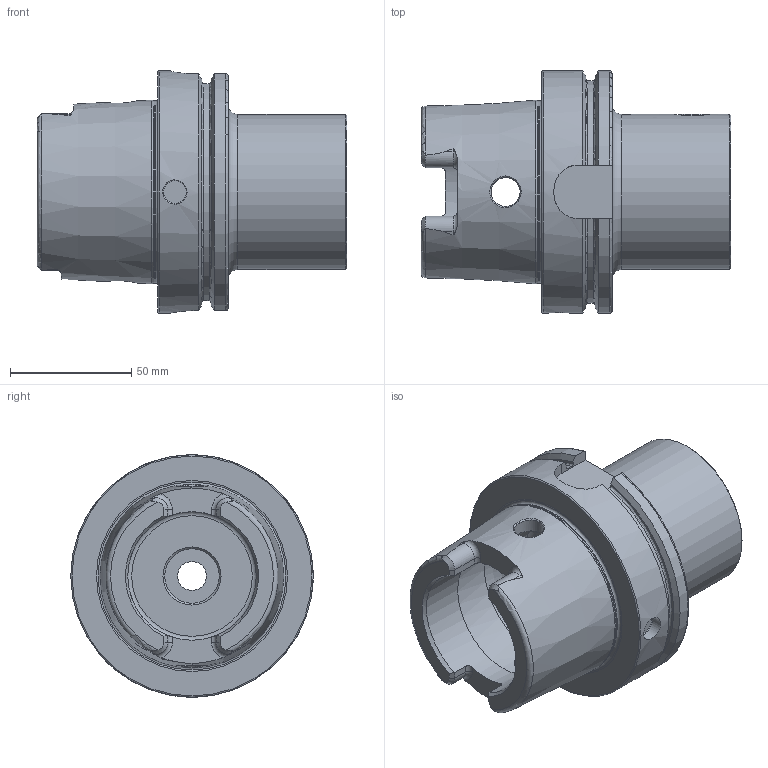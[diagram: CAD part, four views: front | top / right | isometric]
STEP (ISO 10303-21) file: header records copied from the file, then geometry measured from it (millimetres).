
FILE_DESCRIPTION (( 'STEP AP214' ), '1' );
FILE_NAME ('HA0.ST6.K01.078.STEP', '2020-04-15T11:30:21', ( '' ), ( '' ), 'SwSTEP 2.0', 'SolidWorks 2017', '' );
FILE_SCHEMA (( 'AUTOMOTIVE_DESIGN' ));
Length unit declared in the file: millimetre
Products named in the file (3): HA0-ST6.K01.078_B_Fertigbearbeitung; HA0.ST6.K01.078; ST6-ER1.001.018_A
Assembly tree (2 placements, depth 2):
  HA0.ST6.K01.078
    HA0-ST6.K01.078_B_Fertigbearbeitung
    ST6-ER1.001.018_A
Bounding box: 127.9 x 100 x 100 mm (x, y, z)
Volume: 366656.5 mm3; surface area: 65302.4 mm2
Topology: 2 solids, 2 shells, 158 faces, 408 edges, 257 vertices
Faces by surface type: plane 63, cylinder 39, torus 27, cone 25, bspline 4
Full cylindrical faces by diameter (mm): 6 x1, 10 x1, 11 x1, 12 x4, 22.5 x1, 26 x1, 36 x1, 37 x1, 53 x2, 63 x1, 64 x1, 75.265 x1, 100 x1
Entity records: 7491 total; most frequent: CARTESIAN_POINT 2939, ORIENTED_EDGE 698, DIRECTION 691, EDGE_CURVE 349, AXIS2_PLACEMENT_3D 284, VERTEX_POINT 241, EDGE_LOOP 212, FACE_OUTER_BOUND 187
